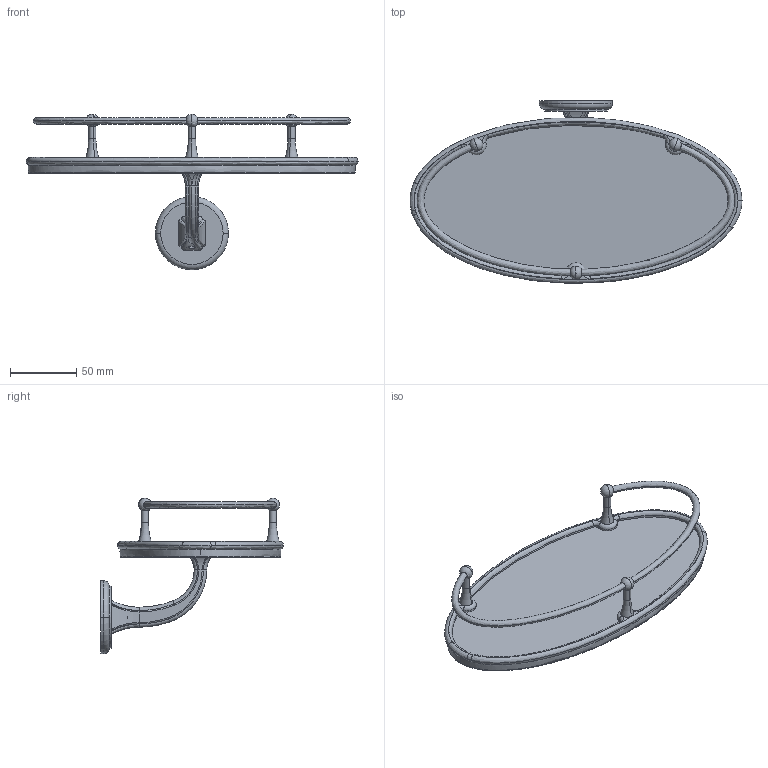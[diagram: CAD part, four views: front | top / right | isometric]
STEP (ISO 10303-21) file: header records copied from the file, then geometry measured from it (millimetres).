
FILE_DESCRIPTION((''),'2;1');
FILE_NAME('2736_WEB','2010-10-04T',('project'),(''),'PRO/ENGINEER BY PARAMETRIC TECHNOLOGY CORPORATION, 2009300','PRO/ENGINEER BY PARAMETRIC TECHNOLOGY CORPORATION, 2009300','');
FILE_SCHEMA(('CONFIG_CONTROL_DESIGN'));
Length unit declared in the file: inch
Products named in the file (1): 2736_WEB
Bounding box: 249.86 x 137.66 x 117.05 mm (x, y, z)
Volume: 207478.6 mm3; surface area: 78133.8 mm2
Topology: 2 solids, 3 shells, 392 faces, 1028 edges, 668 vertices
Faces by surface type: cylinder 153, plane 132, bspline 43, torus 38, cone 10, extrusion 10, sphere 6
Entity records: 19381 total; most frequent: CARTESIAN_POINT 9944, ORIENTED_EDGE 2024, DIRECTION 1856, EDGE_CURVE 1012, AXIS2_PLACEMENT_3D 715, VERTEX_POINT 668, EDGE_LOOP 440, VECTOR 426
